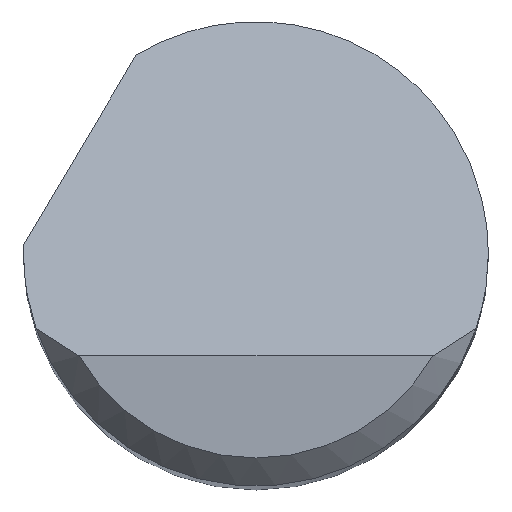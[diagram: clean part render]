
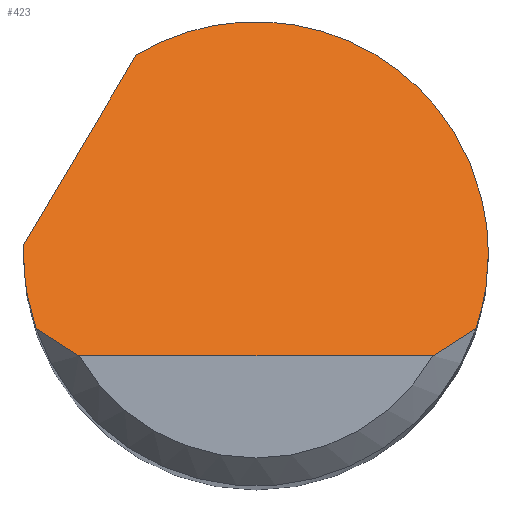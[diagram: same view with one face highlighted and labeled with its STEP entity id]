
A CAD part, top view. The second image highlights one B-rep face of the part: STEP entity #423.
In plain terms, the highlighted planar face has unit normal (0, 0.707, 0.707).
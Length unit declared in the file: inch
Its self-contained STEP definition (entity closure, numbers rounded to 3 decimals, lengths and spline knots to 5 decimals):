
#9 =( BOUNDED_CURVE ( )  B_SPLINE_CURVE ( 3, ( #745, #109, #378, #885 ),
 .UNSPECIFIED., .F., .F. ) 
 B_SPLINE_CURVE_WITH_KNOTS ( ( 4, 4 ),
 ( 4.71239, 4.7524 ),
 .UNSPECIFIED. ) 
 CURVE ( )  GEOMETRIC_REPRESENTATION_ITEM ( )  RATIONAL_B_SPLINE_CURVE ( ( 1., 1., 1., 1. ) ) 
 REPRESENTATION_ITEM ( '' )  );
#26 = VERTEX_POINT ( 'NONE', #301 ) ;
#43 = CARTESIAN_POINT ( 'NONE',  ( 0.12279, -0.02708, 1.97208 ) ) ;
#49 = LINE ( 'NONE', #543, #893 ) ;
#50 = AXIS2_PLACEMENT_3D ( 'NONE', #147, #701, #88 ) ;
#55 = CARTESIAN_POINT ( 'NONE',  ( -0.1249, 0.005, 1.94 ) ) ;
#77 = CARTESIAN_POINT ( 'NONE',  ( 0.125, 0.10961, 1.83539 ) ) ;
#85 = VECTOR ( 'NONE', #194, 39.37008 ) ;
#88 = DIRECTION ( 'NONE',  ( 0., 0.707, -0.707 ) ) ;
#92 = ORIENTED_EDGE ( 'NONE', *, *, #218, .F. ) ;
#97 = VERTEX_POINT ( 'NONE', #236 ) ;
#105 = EDGE_CURVE ( 'NONE', #833, #462, #49, .T. ) ;
#109 = CARTESIAN_POINT ( 'NONE',  ( -0.125, 0.00167, 1.94333 ) ) ;
#114 = VERTEX_POINT ( 'NONE', #55 ) ;
#126 = EDGE_CURVE ( 'NONE', #380, #97, #342, .T. ) ;
#147 = CARTESIAN_POINT ( 'NONE',  ( -0.125, -0.055, 2. ) ) ;
#148 = CARTESIAN_POINT ( 'NONE',  ( -0.09526, -0.055, 2. ) ) ;
#168 = CARTESIAN_POINT ( 'NONE',  ( -0.15516, -0.04606, 1.99106 ) ) ;
#187 =( BOUNDED_CURVE ( )  B_SPLINE_CURVE ( 3, ( #630, #492, #77, #819 ),
 .UNSPECIFIED., .F., .F. ) 
 B_SPLINE_CURVE_WITH_KNOTS ( ( 4, 4 ),
 ( 5.74227, 7.85398 ),
 .UNSPECIFIED. ) 
 CURVE ( )  GEOMETRIC_REPRESENTATION_ITEM ( )  RATIONAL_B_SPLINE_CURVE ( ( 1., 0.662, 0.662, 1. ) ) 
 REPRESENTATION_ITEM ( '' )  );
#194 = DIRECTION ( 'NONE',  ( 0.386, 0.652, -0.652 ) ) ;
#208 = EDGE_CURVE ( 'NONE', #462, #97, #830, .T. ) ;
#218 = EDGE_CURVE ( 'NONE', #397, #26, #748, .T. ) ;
#236 = CARTESIAN_POINT ( 'NONE',  ( 0.11843, -0.04, 1.985 ) ) ;
#255 = DIRECTION ( 'NONE',  ( 1., 0., 0. ) ) ;
#262 = B_SPLINE_CURVE_WITH_KNOTS ( 'NONE', 3,
 ( #402, #331, #548, #613 ),
 .UNSPECIFIED., .F., .F.,
 ( 4, 4 ),
 ( 0., 0.0008 ),
 .UNSPECIFIED. ) ;
#300 = CARTESIAN_POINT ( 'NONE',  ( 0.11107, -0.04528, 1.99028 ) ) ;
#301 = CARTESIAN_POINT ( 'NONE',  ( -0.125, 0., 1.945 ) ) ;
#307 = CARTESIAN_POINT ( 'NONE',  ( -0.06437, 0.10715, 1.83785 ) ) ;
#329 = CARTESIAN_POINT ( 'NONE',  ( 0.125, 0., 1.945 ) ) ;
#331 = CARTESIAN_POINT ( 'NONE',  ( -0.11107, -0.04528, 1.99028 ) ) ;
#342 =( BOUNDED_CURVE ( )  B_SPLINE_CURVE ( 3, ( #732, #657, #43, #470 ),
 .UNSPECIFIED., .F., .F. ) 
 B_SPLINE_CURVE_WITH_KNOTS ( ( 4, 4 ),
 ( 1.5708, 1.89653 ),
 .UNSPECIFIED. ) 
 CURVE ( )  GEOMETRIC_REPRESENTATION_ITEM ( )  RATIONAL_B_SPLINE_CURVE ( ( 1., 0.991, 0.991, 1. ) ) 
 REPRESENTATION_ITEM ( '' )  );
#378 = CARTESIAN_POINT ( 'NONE',  ( -0.12497, 0.00333, 1.94167 ) ) ;
#380 = VERTEX_POINT ( 'NONE', #329 ) ;
#397 = VERTEX_POINT ( 'NONE', #536 ) ;
#401 = ORIENTED_EDGE ( 'NONE', *, *, #796, .F. ) ;
#402 = CARTESIAN_POINT ( 'NONE',  ( -0.11843, -0.04, 1.985 ) ) ;
#423 = ADVANCED_FACE ( 'NONE', ( #823 ), #688, .F. ) ;
#462 = VERTEX_POINT ( 'NONE', #490 ) ;
#470 = CARTESIAN_POINT ( 'NONE',  ( 0.11843, -0.04, 1.985 ) ) ;
#490 = CARTESIAN_POINT ( 'NONE',  ( 0.09526, -0.055, 2. ) ) ;
#491 = ORIENTED_EDGE ( 'NONE', *, *, #105, .T. ) ;
#492 = CARTESIAN_POINT ( 'NONE',  ( 0.0296, 0.1636, 1.7814 ) ) ;
#507 = ORIENTED_EDGE ( 'NONE', *, *, #126, .F. ) ;
#514 = EDGE_LOOP ( 'NONE', ( #491, #581, #507, #401, #564, #856, #92, #842 ) ) ;
#536 = CARTESIAN_POINT ( 'NONE',  ( -0.11843, -0.04, 1.985 ) ) ;
#543 = CARTESIAN_POINT ( 'NONE',  ( 0., -0.055, 2. ) ) ;
#548 = CARTESIAN_POINT ( 'NONE',  ( -0.10339, -0.05031, 1.99531 ) ) ;
#564 = ORIENTED_EDGE ( 'NONE', *, *, #671, .F. ) ;
#581 = ORIENTED_EDGE ( 'NONE', *, *, #208, .T. ) ;
#585 = CARTESIAN_POINT ( 'NONE',  ( 0.11843, -0.04, 1.985 ) ) ;
#606 = CARTESIAN_POINT ( 'NONE',  ( -0.125, 0., 1.945 ) ) ;
#613 = CARTESIAN_POINT ( 'NONE',  ( -0.09526, -0.055, 2. ) ) ;
#630 = CARTESIAN_POINT ( 'NONE',  ( -0.06437, 0.10715, 1.83785 ) ) ;
#649 = CARTESIAN_POINT ( 'NONE',  ( 0.10339, -0.05031, 1.99531 ) ) ;
#657 = CARTESIAN_POINT ( 'NONE',  ( 0.125, -0.01363, 1.95863 ) ) ;
#658 = LINE ( 'NONE', #168, #85 ) ;
#659 = VERTEX_POINT ( 'NONE', #307 ) ;
#671 = EDGE_CURVE ( 'NONE', #114, #659, #658, .T. ) ;
#681 = CARTESIAN_POINT ( 'NONE',  ( -0.11843, -0.04, 1.985 ) ) ;
#684 = CARTESIAN_POINT ( 'NONE',  ( -0.12279, -0.02708, 1.97208 ) ) ;
#688 = PLANE ( 'NONE',  #50 ) ;
#701 = DIRECTION ( 'NONE',  ( 0., -0.707, -0.707 ) ) ;
#715 = EDGE_CURVE ( 'NONE', #26, #114, #9, .T. ) ;
#732 = CARTESIAN_POINT ( 'NONE',  ( 0.125, 0., 1.945 ) ) ;
#745 = CARTESIAN_POINT ( 'NONE',  ( -0.125, 0., 1.945 ) ) ;
#746 = CARTESIAN_POINT ( 'NONE',  ( -0.125, -0.01363, 1.95863 ) ) ;
#748 =( BOUNDED_CURVE ( )  B_SPLINE_CURVE ( 3, ( #681, #684, #746, #606 ),
 .UNSPECIFIED., .F., .F. ) 
 B_SPLINE_CURVE_WITH_KNOTS ( ( 4, 4 ),
 ( 4.38666, 4.71239 ),
 .UNSPECIFIED. ) 
 CURVE ( )  GEOMETRIC_REPRESENTATION_ITEM ( )  RATIONAL_B_SPLINE_CURVE ( ( 1., 0.991, 0.991, 1. ) ) 
 REPRESENTATION_ITEM ( '' )  );
#755 = EDGE_CURVE ( 'NONE', #397, #833, #262, .T. ) ;
#796 = EDGE_CURVE ( 'NONE', #659, #380, #187, .T. ) ;
#819 = CARTESIAN_POINT ( 'NONE',  ( 0.125, 0., 1.945 ) ) ;
#823 = FACE_OUTER_BOUND ( 'NONE', #514, .T. ) ;
#830 = B_SPLINE_CURVE_WITH_KNOTS ( 'NONE', 3,
 ( #855, #649, #300, #585 ),
 .UNSPECIFIED., .F., .F.,
 ( 4, 4 ),
 ( 0., 0.0008 ),
 .UNSPECIFIED. ) ;
#833 = VERTEX_POINT ( 'NONE', #148 ) ;
#842 = ORIENTED_EDGE ( 'NONE', *, *, #755, .T. ) ;
#855 = CARTESIAN_POINT ( 'NONE',  ( 0.09526, -0.055, 2. ) ) ;
#856 = ORIENTED_EDGE ( 'NONE', *, *, #715, .F. ) ;
#885 = CARTESIAN_POINT ( 'NONE',  ( -0.1249, 0.005, 1.94 ) ) ;
#893 = VECTOR ( 'NONE', #255, 39.37008 ) ;
